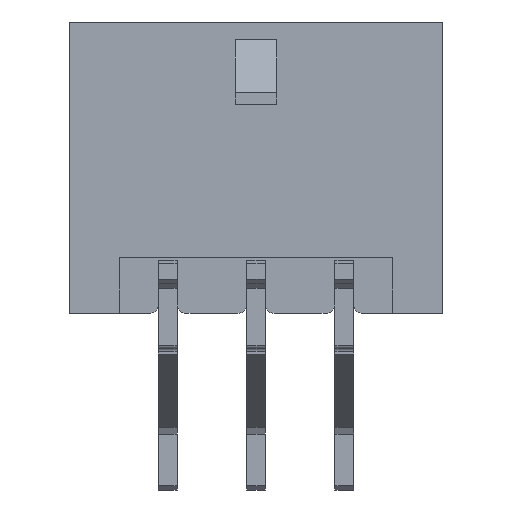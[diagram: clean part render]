
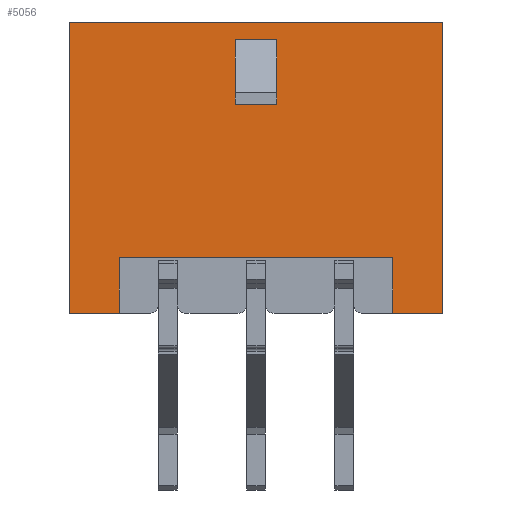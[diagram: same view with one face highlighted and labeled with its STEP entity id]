
A CAD part, front view. The second image highlights one B-rep face of the part: STEP entity #5056.
In plain terms, the highlighted planar face has unit normal (0, -1, 0).
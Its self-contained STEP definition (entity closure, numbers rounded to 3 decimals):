
#266=ORIENTED_EDGE('',*,*,#1748,.F.);
#267=ORIENTED_EDGE('',*,*,#1749,.F.);
#268=ORIENTED_EDGE('',*,*,#1750,.T.);
#269=ORIENTED_EDGE('',*,*,#1751,.T.);
#270=ORIENTED_EDGE('',*,*,#1752,.T.);
#271=ORIENTED_EDGE('',*,*,#1753,.T.);
#272=ORIENTED_EDGE('',*,*,#1651,.F.);
#273=ORIENTED_EDGE('',*,*,#1754,.T.);
#274=ORIENTED_EDGE('',*,*,#1755,.T.);
#275=ORIENTED_EDGE('',*,*,#1756,.F.);
#276=ORIENTED_EDGE('',*,*,#1757,.F.);
#277=ORIENTED_EDGE('',*,*,#1758,.T.);
#1651=EDGE_CURVE('',#2400,#2401,#2896,.T.);
#1748=EDGE_CURVE('',#2481,#2482,#2983,.T.);
#1749=EDGE_CURVE('',#2483,#2481,#2984,.T.);
#1750=EDGE_CURVE('',#2483,#2484,#2985,.T.);
#1751=EDGE_CURVE('',#2484,#2482,#2986,.T.);
#1752=EDGE_CURVE('',#2485,#2486,#2987,.T.);
#1753=EDGE_CURVE('',#2486,#2401,#2988,.T.);
#1754=EDGE_CURVE('',#2400,#2487,#2989,.T.);
#1755=EDGE_CURVE('',#2487,#2488,#2990,.T.);
#1756=EDGE_CURVE('',#2489,#2488,#2991,.T.);
#1757=EDGE_CURVE('',#2490,#2489,#2992,.T.);
#1758=EDGE_CURVE('',#2490,#2485,#2993,.T.);
#2400=VERTEX_POINT('',#7022);
#2401=VERTEX_POINT('',#7024);
#2481=VERTEX_POINT('',#7219);
#2482=VERTEX_POINT('',#7220);
#2483=VERTEX_POINT('',#7222);
#2484=VERTEX_POINT('',#7224);
#2485=VERTEX_POINT('',#7227);
#2486=VERTEX_POINT('',#7228);
#2487=VERTEX_POINT('',#7231);
#2488=VERTEX_POINT('',#7233);
#2489=VERTEX_POINT('',#7235);
#2490=VERTEX_POINT('',#7237);
#2896=LINE('',#7023,#3593);
#2983=LINE('',#7218,#3680);
#2984=LINE('',#7221,#3681);
#2985=LINE('',#7223,#3682);
#2986=LINE('',#7225,#3683);
#2987=LINE('',#7226,#3684);
#2988=LINE('',#7229,#3685);
#2989=LINE('',#7230,#3686);
#2990=LINE('',#7232,#3687);
#2991=LINE('',#7234,#3688);
#2992=LINE('',#7236,#3689);
#2993=LINE('',#7238,#3690);
#3593=VECTOR('',#5678,1000.);
#3680=VECTOR('',#5821,1000.);
#3681=VECTOR('',#5822,1000.);
#3682=VECTOR('',#5823,1000.);
#3683=VECTOR('',#5824,1000.);
#3684=VECTOR('',#5825,1000.);
#3685=VECTOR('',#5826,1000.);
#3686=VECTOR('',#5827,1000.);
#3687=VECTOR('',#5828,1000.);
#3688=VECTOR('',#5829,1000.);
#3689=VECTOR('',#5830,1000.);
#3690=VECTOR('',#5831,1000.);
#4287=EDGE_LOOP('',(#266,#267,#268,#269));
#4288=EDGE_LOOP('',(#270,#271,#272,#273,#274,#275,#276,#277));
#4556=FACE_BOUND('',#4287,.T.);
#4557=FACE_BOUND('',#4288,.T.);
#4825=PLANE('',#5358);
#5056=ADVANCED_FACE('',(#4556,#4557),#4825,.T.);
#5358=AXIS2_PLACEMENT_3D('',#7217,#5819,#5820);
#5678=DIRECTION('',(-1.,0.,0.));
#5819=DIRECTION('',(0.,-1.,0.));
#5820=DIRECTION('',(0.,0.,-1.));
#5821=DIRECTION('',(-1.,0.,0.));
#5822=DIRECTION('',(0.,0.,1.));
#5823=DIRECTION('',(-1.,0.,0.));
#5824=DIRECTION('',(0.,0.,1.));
#5825=DIRECTION('',(1.,0.,0.));
#5826=DIRECTION('',(0.,0.,-1.));
#5827=DIRECTION('',(0.,0.,1.));
#5828=DIRECTION('',(-1.,0.,0.));
#5829=DIRECTION('',(0.,0.,1.));
#5830=DIRECTION('',(-1.,0.,0.));
#5831=DIRECTION('',(0.,0.,1.));
#7022=CARTESIAN_POINT('',(6.35,-3.43,-4.95));
#7023=CARTESIAN_POINT('',(6.35,-3.43,-4.95));
#7024=CARTESIAN_POINT('',(4.65,-3.43,-4.95));
#7217=CARTESIAN_POINT('',(6.35,-3.43,-4.95));
#7218=CARTESIAN_POINT('',(0.7,-3.43,4.35));
#7219=CARTESIAN_POINT('',(0.7,-3.43,4.35));
#7220=CARTESIAN_POINT('',(-0.7,-3.43,4.35));
#7221=CARTESIAN_POINT('',(0.7,-3.43,2.15));
#7222=CARTESIAN_POINT('',(0.7,-3.43,2.15));
#7223=CARTESIAN_POINT('',(0.7,-3.43,2.15));
#7224=CARTESIAN_POINT('',(-0.7,-3.43,2.15));
#7225=CARTESIAN_POINT('',(-0.7,-3.43,2.15));
#7226=CARTESIAN_POINT('',(-4.65,-3.43,-3.05));
#7227=CARTESIAN_POINT('',(-4.65,-3.43,-3.05));
#7228=CARTESIAN_POINT('',(4.65,-3.43,-3.05));
#7229=CARTESIAN_POINT('',(4.65,-3.43,-3.05));
#7230=CARTESIAN_POINT('',(6.35,-3.43,-4.95));
#7231=CARTESIAN_POINT('',(6.35,-3.43,4.95));
#7232=CARTESIAN_POINT('',(6.35,-3.43,4.95));
#7233=CARTESIAN_POINT('',(-6.35,-3.43,4.95));
#7234=CARTESIAN_POINT('',(-6.35,-3.43,-4.95));
#7235=CARTESIAN_POINT('',(-6.35,-3.43,-4.95));
#7236=CARTESIAN_POINT('',(6.35,-3.43,-4.95));
#7237=CARTESIAN_POINT('',(-4.65,-3.43,-4.95));
#7238=CARTESIAN_POINT('',(-4.65,-3.43,-4.95));
